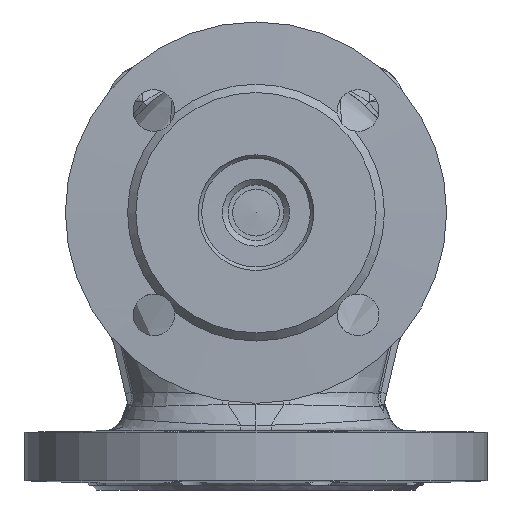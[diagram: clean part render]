
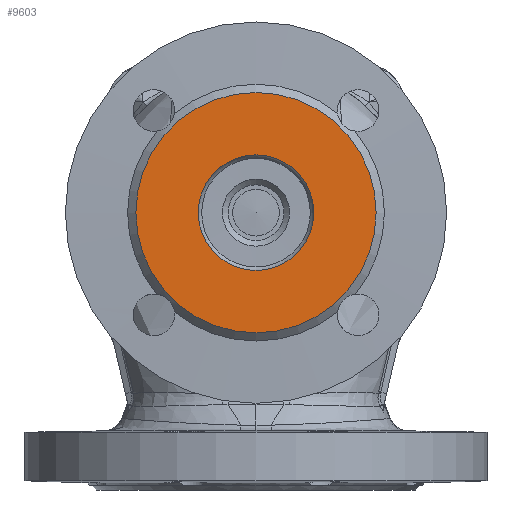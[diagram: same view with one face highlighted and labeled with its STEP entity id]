
A CAD part, front view. The second image highlights one B-rep face of the part: STEP entity #9603.
In plain terms, the highlighted planar face has unit normal (0, -1, 0).
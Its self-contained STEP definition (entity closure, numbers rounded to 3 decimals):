
#77=FACE_BOUND('',#1907,.T.);
#477=PLANE('',#10306);
#873=CIRCLE('',#10305,25.);
#874=CIRCLE('',#10307,52.);
#1311=FACE_OUTER_BOUND('',#1906,.T.);
#1906=EDGE_LOOP('',(#7770));
#1907=EDGE_LOOP('',(#7771));
#4297=VERTEX_POINT('',#37068);
#4298=VERTEX_POINT('',#37072);
#5530=EDGE_CURVE('',#4297,#4297,#873,.T.);
#5531=EDGE_CURVE('',#4298,#4298,#874,.T.);
#7770=ORIENTED_EDGE('',*,*,#5531,.T.);
#7771=ORIENTED_EDGE('',*,*,#5530,.T.);
#9603=ADVANCED_FACE('',(#1311,#77),#477,.T.);
#10305=AXIS2_PLACEMENT_3D('',#37070,#11608,#11609);
#10306=AXIS2_PLACEMENT_3D('',#37071,#11610,#11611);
#10307=AXIS2_PLACEMENT_3D('',#37073,#11612,#11613);
#11608=DIRECTION('center_axis',(0.,1.,0.));
#11609=DIRECTION('ref_axis',(0.,0.,-1.));
#11610=DIRECTION('center_axis',(0.,-1.,0.));
#11611=DIRECTION('ref_axis',(0.,0.,1.));
#11612=DIRECTION('center_axis',(0.,-1.,0.));
#11613=DIRECTION('ref_axis',(0.,0.,-1.));
#37068=CARTESIAN_POINT('',(0.,-150.,-25.));
#37070=CARTESIAN_POINT('Origin',(0.,-150.,0.));
#37071=CARTESIAN_POINT('Origin',(0.,-150.,0.));
#37072=CARTESIAN_POINT('',(0.,-150.,52.));
#37073=CARTESIAN_POINT('Origin',(0.,-150.,0.));
